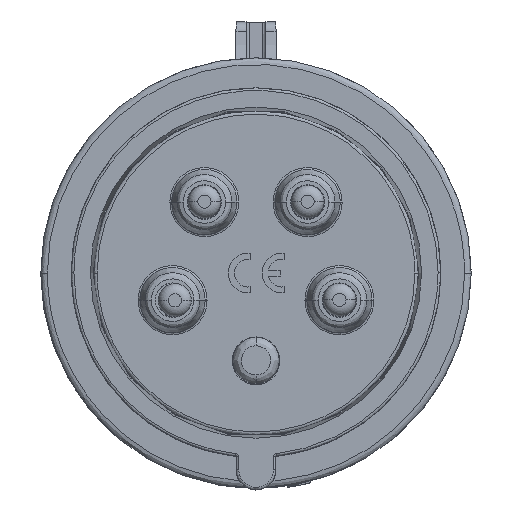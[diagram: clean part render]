
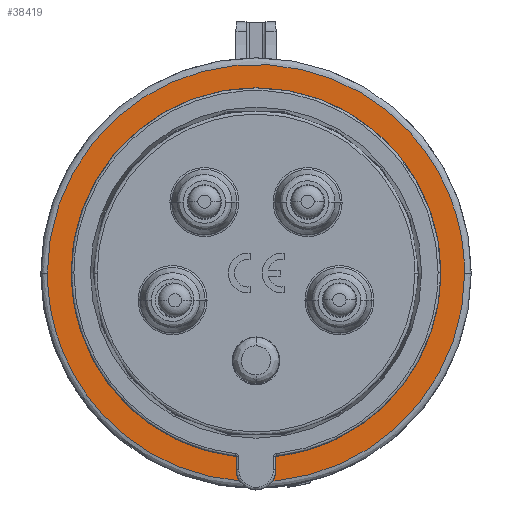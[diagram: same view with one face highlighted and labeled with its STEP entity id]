
A CAD part, top view. The second image highlights one B-rep face of the part: STEP entity #38419.
In plain terms, the highlighted planar face has unit normal (0, 0, 1).
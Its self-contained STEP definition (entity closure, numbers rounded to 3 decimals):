
#13750 = ORIENTED_EDGE ( 'NONE', *, *, #145252, .F. ) ;
#17541 = VERTEX_POINT ( 'NONE', #131620 ) ;
#20512 = CARTESIAN_POINT ( 'NONE',  ( 0., 0., -36.5 ) ) ;
#21736 = VERTEX_POINT ( 'NONE', #23976 ) ;
#22805 = FACE_BOUND ( 'NONE', #30613, .T. ) ;
#23976 = CARTESIAN_POINT ( 'NONE',  ( 26.9, 0., -36.5 ) ) ;
#24995 = DIRECTION ( 'NONE',  ( 1., 0., 0. ) ) ;
#29096 = DIRECTION ( 'NONE',  ( 0., 0., -1. ) ) ;
#29232 = CARTESIAN_POINT ( 'NONE',  ( -31.5, 0., -36.5 ) ) ;
#30613 = EDGE_LOOP ( 'NONE', ( #33498, #13750 ) ) ;
#32922 = EDGE_CURVE ( 'NONE', #21736, #17541, #89739, .T. ) ;
#33498 = ORIENTED_EDGE ( 'NONE', *, *, #32922, .F. ) ;
#33827 = EDGE_CURVE ( 'NONE', #35271, #80762, #86539, .T. ) ;
#34345 = ORIENTED_EDGE ( 'NONE', *, *, #162186, .F. ) ;
#35271 = VERTEX_POINT ( 'NONE', #122549 ) ;
#38419 = ADVANCED_FACE ( 'NONE', ( #22805, #59321 ), #147993, .F. ) ;
#43710 = ORIENTED_EDGE ( 'NONE', *, *, #33827, .F. ) ;
#45690 = EDGE_LOOP ( 'NONE', ( #34345, #43710 ) ) ;
#46579 = DIRECTION ( 'NONE',  ( 1., 0., 0. ) ) ;
#58194 = AXIS2_PLACEMENT_3D ( 'NONE', #20512, #151370, #46579 ) ;
#58891 = CARTESIAN_POINT ( 'NONE',  ( -31.5, 0., -36.5 ) ) ;
#59321 = FACE_OUTER_BOUND ( 'NONE', #45690, .T. ) ;
#71366 = CARTESIAN_POINT ( 'NONE',  ( -31.5, -63., -36.5 ) ) ;
#76505 = DIRECTION ( 'NONE',  ( 0., 0., 1. ) ) ;
#80762 = VERTEX_POINT ( 'NONE', #94601 ) ;
#86539 =( BOUNDED_CURVE ( )  B_SPLINE_CURVE ( 3, ( #98492, #136571, #71366, #58891 ),
 .UNSPECIFIED., .F., .F. ) 
 B_SPLINE_CURVE_WITH_KNOTS ( ( 4, 4 ),
 ( 0.5, 1. ),
 .UNSPECIFIED. ) 
 CURVE ( )  GEOMETRIC_REPRESENTATION_ITEM ( )  RATIONAL_B_SPLINE_CURVE ( ( 1., 0.333, 0.333, 1. ) ) 
 REPRESENTATION_ITEM ( '' )  );
#89739 = CIRCLE ( 'NONE', #145566, 26.9 ) ;
#94242 = CARTESIAN_POINT ( 'NONE',  ( 31.5, 63., -36.5 ) ) ;
#94601 = CARTESIAN_POINT ( 'NONE',  ( -31.5, 0., -36.5 ) ) ;
#98492 = CARTESIAN_POINT ( 'NONE',  ( 31.5, 0., -36.5 ) ) ;
#100257 = AXIS2_PLACEMENT_3D ( 'NONE', #159948, #29096, #134404 ) ;
#103669 = CARTESIAN_POINT ( 'NONE',  ( 0., 0., -36.5 ) ) ;
#105659 = CARTESIAN_POINT ( 'NONE',  ( -31.5, 63., -36.5 ) ) ;
#118751 = CARTESIAN_POINT ( 'NONE',  ( 31.5, 0., -36.5 ) ) ;
#122549 = CARTESIAN_POINT ( 'NONE',  ( 31.5, 0., -36.5 ) ) ;
#131620 = CARTESIAN_POINT ( 'NONE',  ( -26.9, 0., -36.5 ) ) ;
#134404 = DIRECTION ( 'NONE',  ( -1., 0., 0. ) ) ;
#136571 = CARTESIAN_POINT ( 'NONE',  ( 31.5, -63., -36.5 ) ) ;
#145252 = EDGE_CURVE ( 'NONE', #17541, #21736, #159836, .T. ) ;
#145566 = AXIS2_PLACEMENT_3D ( 'NONE', #103669, #76505, #24995 ) ;
#147993 = PLANE ( 'NONE',  #100257 ) ;
#149587 =( BOUNDED_CURVE ( )  B_SPLINE_CURVE ( 3, ( #29232, #105659, #94242, #118751 ),
 .UNSPECIFIED., .F., .F. ) 
 B_SPLINE_CURVE_WITH_KNOTS ( ( 4, 4 ),
 ( 0., 0.5 ),
 .UNSPECIFIED. ) 
 CURVE ( )  GEOMETRIC_REPRESENTATION_ITEM ( )  RATIONAL_B_SPLINE_CURVE ( ( 1., 0.333, 0.333, 1. ) ) 
 REPRESENTATION_ITEM ( '' )  );
#151370 = DIRECTION ( 'NONE',  ( 0., 0., 1. ) ) ;
#159836 = CIRCLE ( 'NONE', #58194, 26.9 ) ;
#159948 = CARTESIAN_POINT ( 'NONE',  ( 39., 39., -36.5 ) ) ;
#162186 = EDGE_CURVE ( 'NONE', #80762, #35271, #149587, .T. ) ;
